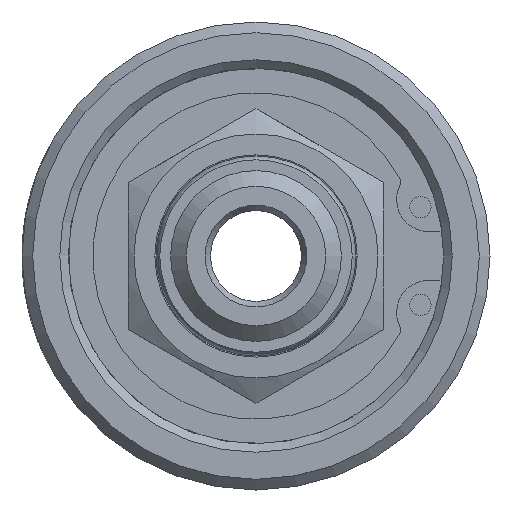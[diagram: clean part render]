
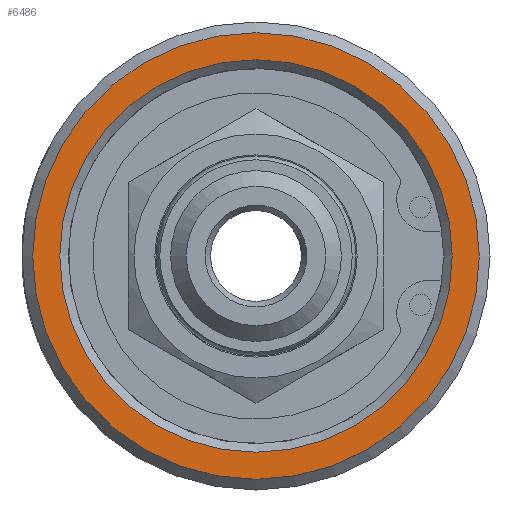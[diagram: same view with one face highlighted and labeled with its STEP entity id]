
A CAD part, left-side view. The second image highlights one B-rep face of the part: STEP entity #6486.
In plain terms, the highlighted planar face has unit normal (-1, 0, 0).
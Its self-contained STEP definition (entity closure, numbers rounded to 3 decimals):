
#1392=FACE_BOUND('',#2005,.T.);
#1456=PLANE('',#6995);
#1611=FACE_OUTER_BOUND('',#2004,.T.);
#2004=EDGE_LOOP('',(#4632));
#2005=EDGE_LOOP('',(#4633));
#2459=CIRCLE('',#6994,18.34);
#2460=CIRCLE('',#6996,20.87);
#2749=VERTEX_POINT('',#9147);
#2750=VERTEX_POINT('',#9151);
#3477=EDGE_CURVE('',#2749,#2749,#2459,.T.);
#3478=EDGE_CURVE('',#2750,#2750,#2460,.T.);
#4632=ORIENTED_EDGE('',*,*,#3478,.F.);
#4633=ORIENTED_EDGE('',*,*,#3477,.F.);
#6486=ADVANCED_FACE('',(#1611,#1392),#1456,.T.);
#6994=AXIS2_PLACEMENT_3D('',#9149,#7741,#7742);
#6995=AXIS2_PLACEMENT_3D('',#9150,#7743,#7744);
#6996=AXIS2_PLACEMENT_3D('',#9152,#7745,#7746);
#7741=DIRECTION('center_axis',(-1.,0.,0.));
#7742=DIRECTION('ref_axis',(0.,-1.,0.));
#7743=DIRECTION('center_axis',(-1.,0.,0.));
#7744=DIRECTION('ref_axis',(0.,0.,1.));
#7745=DIRECTION('center_axis',(1.,0.,0.));
#7746=DIRECTION('ref_axis',(0.,-1.,0.));
#9147=CARTESIAN_POINT('',(0.,18.34,0.));
#9149=CARTESIAN_POINT('Origin',(0.,0.,0.));
#9150=CARTESIAN_POINT('Origin',(0.,10.935,0.));
#9151=CARTESIAN_POINT('',(0.,20.87,0.));
#9152=CARTESIAN_POINT('Origin',(0.,0.,0.));
